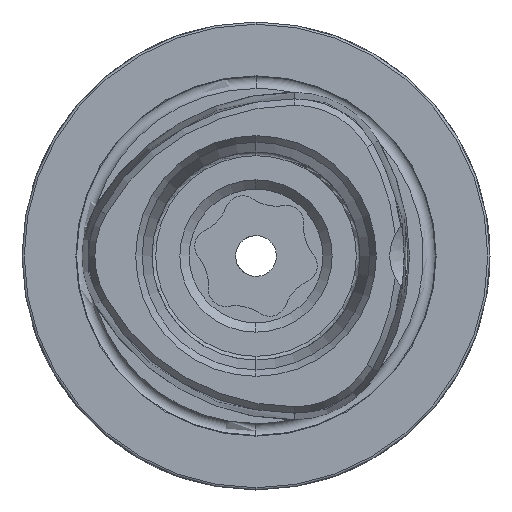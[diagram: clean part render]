
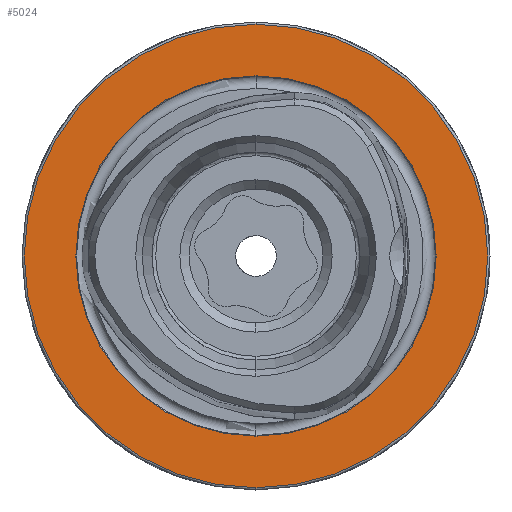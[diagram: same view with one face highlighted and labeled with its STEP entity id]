
A CAD part, left-side view. The second image highlights one B-rep face of the part: STEP entity #5024.
In plain terms, the highlighted planar face has unit normal (-1, 0, 0).
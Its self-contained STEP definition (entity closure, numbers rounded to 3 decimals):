
#229 = ORIENTED_EDGE ( 'NONE', *, *, #7095, .F. ) ;
#805 = CARTESIAN_POINT ( 'NONE',  ( 0., 0., 0. ) ) ;
#830 = EDGE_CURVE ( 'NONE', #5123, #4461, #4725, .T. ) ;
#908 = DIRECTION ( 'NONE',  ( 0., 0., 1. ) ) ;
#1055 = CARTESIAN_POINT ( 'NONE',  ( 0., 24.25, 0. ) ) ;
#1337 = CIRCLE ( 'NONE', #5637, 31.2 ) ;
#1913 = EDGE_CURVE ( 'NONE', #5727, #3281, #5420, .T. ) ;
#2139 = CARTESIAN_POINT ( 'NONE',  ( 0., 0., 24.25 ) ) ;
#2151 = CARTESIAN_POINT ( 'NONE',  ( 0., 0., 0. ) ) ;
#2223 = EDGE_CURVE ( 'NONE', #3281, #5727, #1337, .T. ) ;
#2779 = CARTESIAN_POINT ( 'NONE',  ( 0., 0., 31.2 ) ) ;
#2965 = CARTESIAN_POINT ( 'NONE',  ( 0., 0., 0. ) ) ;
#3042 = CARTESIAN_POINT ( 'NONE',  ( 0., 0., -31.2 ) ) ;
#3123 = EDGE_LOOP ( 'NONE', ( #3753, #4299 ) ) ;
#3275 = DIRECTION ( 'NONE',  ( -1., 0., 0. ) ) ;
#3281 = VERTEX_POINT ( 'NONE', #2779 ) ;
#3548 = DIRECTION ( 'NONE',  ( 0., 0., 1. ) ) ;
#3569 = AXIS2_PLACEMENT_3D ( 'NONE', #2151, #6193, #3886 ) ;
#3587 = DIRECTION ( 'NONE',  ( -1., 0., 0. ) ) ;
#3753 = ORIENTED_EDGE ( 'NONE', *, *, #2223, .T. ) ;
#3886 = DIRECTION ( 'NONE',  ( 0., 0., 1. ) ) ;
#4299 = ORIENTED_EDGE ( 'NONE', *, *, #1913, .T. ) ;
#4461 = VERTEX_POINT ( 'NONE', #2139 ) ;
#4566 = AXIS2_PLACEMENT_3D ( 'NONE', #1055, #6410, #5192 ) ;
#4677 = EDGE_LOOP ( 'NONE', ( #229, #5940 ) ) ;
#4725 = CIRCLE ( 'NONE', #6209, 24.25 ) ;
#5024 = ADVANCED_FACE ( 'NONE', ( #7480, #5728 ), #5262, .F. ) ;
#5123 = VERTEX_POINT ( 'NONE', #5450 ) ;
#5192 = DIRECTION ( 'NONE',  ( 0., 0., -1. ) ) ;
#5262 = PLANE ( 'NONE',  #4566 ) ;
#5304 = DIRECTION ( 'NONE',  ( 0., 0., 1. ) ) ;
#5420 = CIRCLE ( 'NONE', #7003, 31.2 ) ;
#5450 = CARTESIAN_POINT ( 'NONE',  ( 0., 0., -24.25 ) ) ;
#5637 = AXIS2_PLACEMENT_3D ( 'NONE', #6753, #3275, #908 ) ;
#5727 = VERTEX_POINT ( 'NONE', #3042 ) ;
#5728 = FACE_OUTER_BOUND ( 'NONE', #3123, .T. ) ;
#5940 = ORIENTED_EDGE ( 'NONE', *, *, #830, .F. ) ;
#6193 = DIRECTION ( 'NONE',  ( -1., 0., 0. ) ) ;
#6209 = AXIS2_PLACEMENT_3D ( 'NONE', #805, #3587, #3548 ) ;
#6340 = DIRECTION ( 'NONE',  ( -1., 0., 0. ) ) ;
#6410 = DIRECTION ( 'NONE',  ( 1., 0., 0. ) ) ;
#6753 = CARTESIAN_POINT ( 'NONE',  ( 0., 0., 0. ) ) ;
#6886 = CIRCLE ( 'NONE', #3569, 24.25 ) ;
#7003 = AXIS2_PLACEMENT_3D ( 'NONE', #2965, #6340, #5304 ) ;
#7095 = EDGE_CURVE ( 'NONE', #4461, #5123, #6886, .T. ) ;
#7480 = FACE_BOUND ( 'NONE', #4677, .T. ) ;
